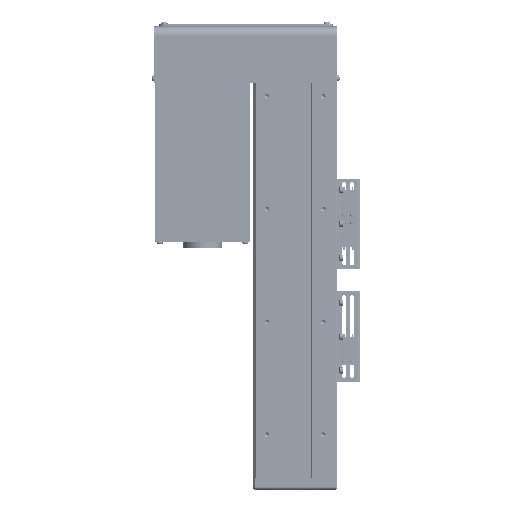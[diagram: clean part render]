
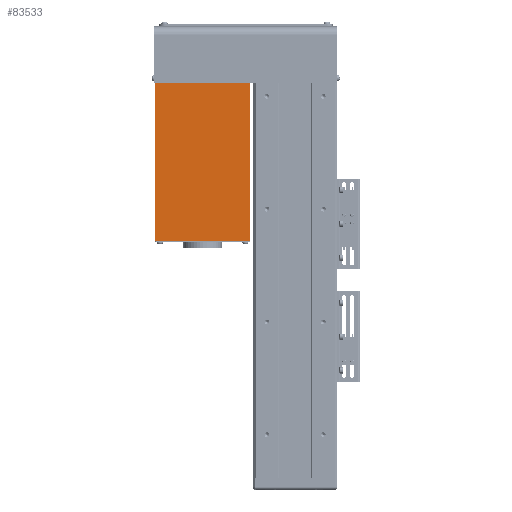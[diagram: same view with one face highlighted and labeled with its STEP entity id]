
A CAD part, front view. The second image highlights one B-rep face of the part: STEP entity #83533.
In plain terms, the highlighted face is planar.
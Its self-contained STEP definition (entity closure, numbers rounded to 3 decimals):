
#454 = AXIS2_PLACEMENT_3D ( 'NONE', #142263, #142802, #68727 ) ;
#8689 = FACE_OUTER_BOUND ( 'NONE', #16349, .T. ) ;
#9548 = DIRECTION ( 'NONE',  ( -1., 0., 0. ) ) ;
#11392 = CARTESIAN_POINT ( 'NONE',  ( -42., 33.5, 140. ) ) ;
#16349 = EDGE_LOOP ( 'NONE', ( #136997, #58414, #142656, #127947 ) ) ;
#21034 = EDGE_CURVE ( 'NONE', #144778, #82168, #34327, .T. ) ;
#21413 = VECTOR ( 'NONE', #9548, 1000. ) ;
#21531 = LINE ( 'NONE', #71979, #25392 ) ;
#24413 = VECTOR ( 'NONE', #29953, 1000. ) ;
#25392 = VECTOR ( 'NONE', #71425, 1000. ) ;
#29953 = DIRECTION ( 'NONE',  ( 0., 0., -1. ) ) ;
#30420 = VECTOR ( 'NONE', #110352, 1000. ) ;
#34327 = LINE ( 'NONE', #11392, #30420 ) ;
#48703 = EDGE_CURVE ( 'NONE', #102904, #148308, #90144, .T. ) ;
#58414 = ORIENTED_EDGE ( 'NONE', *, *, #21034, .F. ) ;
#68727 = DIRECTION ( 'NONE',  ( 0., 0., -1. ) ) ;
#71425 = DIRECTION ( 'NONE',  ( -1., 0., 0. ) ) ;
#71651 = CARTESIAN_POINT ( 'NONE',  ( 42., 33.5, 0. ) ) ;
#71979 = CARTESIAN_POINT ( 'NONE',  ( 42., 33.5, 140. ) ) ;
#72625 = CARTESIAN_POINT ( 'NONE',  ( 42., 33.5, 0. ) ) ;
#75440 = LINE ( 'NONE', #71651, #21413 ) ;
#77582 = EDGE_CURVE ( 'NONE', #148308, #82168, #75440, .T. ) ;
#82168 = VERTEX_POINT ( 'NONE', #143180 ) ;
#83533 = ADVANCED_FACE ( 'NONE', ( #8689 ), #130414, .F. ) ;
#90144 = LINE ( 'NONE', #104034, #24413 ) ;
#102904 = VERTEX_POINT ( 'NONE', #159306 ) ;
#104034 = CARTESIAN_POINT ( 'NONE',  ( 42., 33.5, 140. ) ) ;
#108730 = EDGE_CURVE ( 'NONE', #102904, #144778, #21531, .T. ) ;
#110352 = DIRECTION ( 'NONE',  ( 0., 0., -1. ) ) ;
#127947 = ORIENTED_EDGE ( 'NONE', *, *, #48703, .T. ) ;
#130414 = PLANE ( 'NONE',  #454 ) ;
#134442 = CARTESIAN_POINT ( 'NONE',  ( -42., 33.5, 140. ) ) ;
#136997 = ORIENTED_EDGE ( 'NONE', *, *, #77582, .T. ) ;
#142263 = CARTESIAN_POINT ( 'NONE',  ( 42., 33.5, 140. ) ) ;
#142656 = ORIENTED_EDGE ( 'NONE', *, *, #108730, .F. ) ;
#142802 = DIRECTION ( 'NONE',  ( 0., -1., 0. ) ) ;
#143180 = CARTESIAN_POINT ( 'NONE',  ( -42., 33.5, 0. ) ) ;
#144778 = VERTEX_POINT ( 'NONE', #134442 ) ;
#148308 = VERTEX_POINT ( 'NONE', #72625 ) ;
#159306 = CARTESIAN_POINT ( 'NONE',  ( 42., 33.5, 140. ) ) ;
